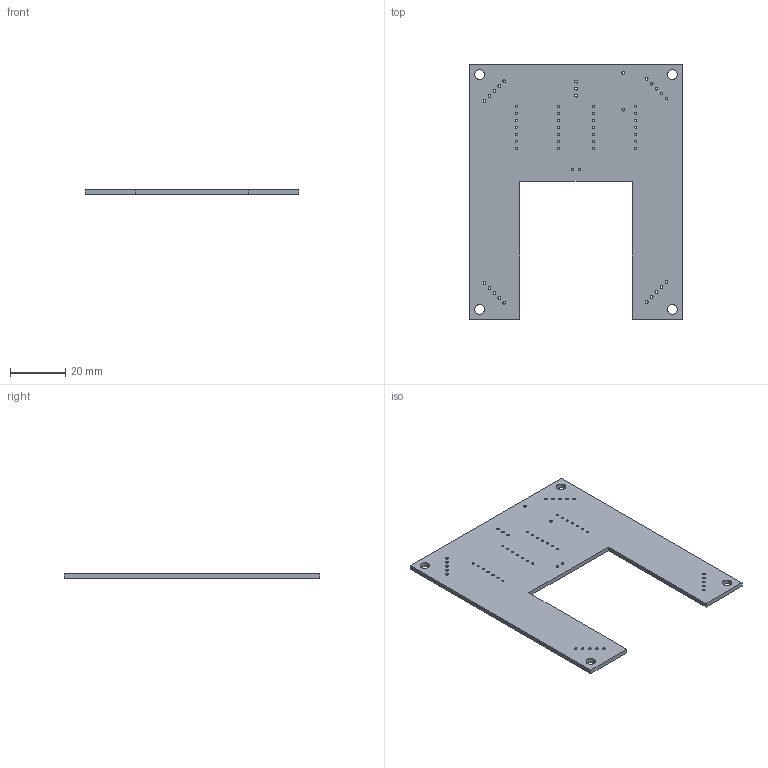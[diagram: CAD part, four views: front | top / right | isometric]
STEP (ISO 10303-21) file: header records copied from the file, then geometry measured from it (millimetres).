
FILE_DESCRIPTION(('KiCad electronic assembly'),'2;1');
FILE_NAME('Control_LED.step','2024-08-25T18:56:11',('Pcbnew'),('Kicad'), 'Open CASCADE STEP processor 7.6','KiCad to STEP converter','Unknown' );
FILE_SCHEMA(('AUTOMOTIVE_DESIGN { 1 0 10303 214 1 1 1 1 }'));
Length unit declared in the file: millimetre
Products named in the file (2): Control_LED 1; Control_LED PCB
Assembly tree (1 placements, depth 2):
  Control_LED 1
    Control_LED PCB
Bounding box: 77.47 x 92.71 x 1.6 mm (x, y, z)
Volume: 8113.7 mm3; surface area: 11160.6 mm2
Topology: 1 solids, 1 shells, 71 faces, 207 edges, 138 vertices
Faces by surface type: cylinder 59, plane 12
Full cylindrical faces by diameter (mm): 0.762 x28, 1 x27, 3.501 x4
Entity records: 5747 total; most frequent: CARTESIAN_POINT 1540, DIRECTION 767, ORIENTED_EDGE 414, PCURVE 414, DEFINITIONAL_REPRESENTATION 414, LINE 385, VECTOR 385, EDGE_CURVE 207
